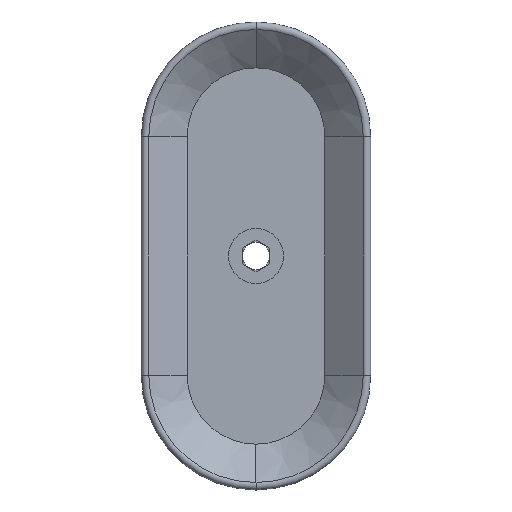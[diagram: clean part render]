
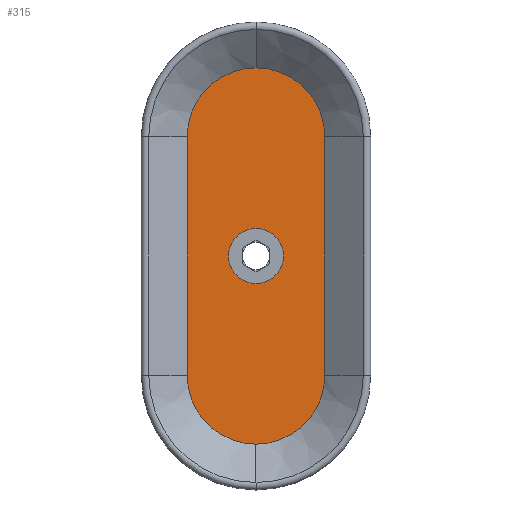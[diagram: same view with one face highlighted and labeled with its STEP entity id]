
A CAD part, front view. The second image highlights one B-rep face of the part: STEP entity #315.
In plain terms, the highlighted planar face has unit normal (0, -1, 0).
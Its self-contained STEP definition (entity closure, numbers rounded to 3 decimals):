
#315=ADVANCED_FACE('',(#715,#716),#717,.T.);
#715=FACE_BOUND('',#1205,.T.);
#716=FACE_OUTER_BOUND('',#1206,.T.);
#717=PLANE('',#1207);
#1205=EDGE_LOOP('',(#3394,#3395));
#1206=EDGE_LOOP('',(#3396,#3397,#3398,#3399,#3400,#3401));
#1207=AXIS2_PLACEMENT_3D('',#3402,#3403,#3404);
#3394=ORIENTED_EDGE('',*,*,#4170,.F.);
#3395=ORIENTED_EDGE('',*,*,#4354,.F.);
#3396=ORIENTED_EDGE('',*,*,#4344,.T.);
#3397=ORIENTED_EDGE('',*,*,#4175,.T.);
#3398=ORIENTED_EDGE('',*,*,#4348,.T.);
#3399=ORIENTED_EDGE('',*,*,#4350,.T.);
#3400=ORIENTED_EDGE('',*,*,#4113,.T.);
#3401=ORIENTED_EDGE('',*,*,#4352,.T.);
#3402=CARTESIAN_POINT('',(0.,5.0,26.0));
#3403=DIRECTION('',(0.0,-1.0,0.0));
#3404=DIRECTION('',(0.0,0.0,-1.0));
#4113=EDGE_CURVE('',#4618,#4622,#4624,.T.);
#4170=EDGE_CURVE('',#4722,#4723,#4724,.T.);
#4175=EDGE_CURVE('',#4731,#4732,#4733,.T.);
#4344=EDGE_CURVE('',#4970,#4731,#4971,.T.);
#4348=EDGE_CURVE('',#4732,#4974,#4976,.T.);
#4350=EDGE_CURVE('',#4974,#4618,#4978,.T.);
#4352=EDGE_CURVE('',#4622,#4970,#4980,.T.);
#4354=EDGE_CURVE('',#4723,#4722,#4982,.T.);
#4618=VERTEX_POINT('',#5339);
#4622=VERTEX_POINT('',#5344);
#4624=CIRCLE('',#5347,15.0);
#4722=VERTEX_POINT('',#5463);
#4723=VERTEX_POINT('',#5464);
#4724=CIRCLE('',#5465,6.0);
#4731=VERTEX_POINT('',#5474);
#4732=VERTEX_POINT('',#5475);
#4733=CIRCLE('',#5476,15.0);
#4970=VERTEX_POINT('',#6014);
#4971=CIRCLE('',#6015,15.0);
#4974=VERTEX_POINT('',#6019);
#4976=LINE('',#6022,#6023);
#4978=CIRCLE('',#6025,15.0);
#4980=LINE('',#6027,#6028);
#4982=CIRCLE('',#6030,6.0);
#5339=CARTESIAN_POINT('',(0.,5.0,-41.0));
#5344=CARTESIAN_POINT('',(15.0,5.0,-26.0));
#5347=AXIS2_PLACEMENT_3D('',#6940,#6941,#6942);
#5463=CARTESIAN_POINT('',(0.0,5.0,6.0));
#5464=CARTESIAN_POINT('',(0.,5.0,-6.0));
#5465=AXIS2_PLACEMENT_3D('',#7039,#7040,#7041);
#5474=CARTESIAN_POINT('',(0.,5.0,41.0));
#5475=CARTESIAN_POINT('',(-15.0,5.0,26.0));
#5476=AXIS2_PLACEMENT_3D('',#7047,#7048,#7049);
#6014=CARTESIAN_POINT('',(15.0,5.0,26.0));
#6015=AXIS2_PLACEMENT_3D('',#7232,#7233,#7234);
#6019=CARTESIAN_POINT('',(-15.0,5.0,-26.0));
#6022=CARTESIAN_POINT('',(-15.0,5.0,26.0));
#6023=VECTOR('',#7237,1000.0);
#6025=AXIS2_PLACEMENT_3D('',#7238,#7239,#7240);
#6027=CARTESIAN_POINT('',(15.0,5.0,-26.0));
#6028=VECTOR('',#7241,1000.0);
#6030=AXIS2_PLACEMENT_3D('',#7242,#7243,#7244);
#6940=CARTESIAN_POINT('',(0.,5.0,-26.0));
#6941=DIRECTION('',(0.0,-1.0,0.0));
#6942=DIRECTION('',(0.0,0.0,-1.0));
#7039=CARTESIAN_POINT('',(0.0,5.0,0.0));
#7040=DIRECTION('',(0.0,-1.0,0.0));
#7041=DIRECTION('',(0.0,0.0,-1.0));
#7047=CARTESIAN_POINT('',(0.,5.0,26.0));
#7048=DIRECTION('',(0.0,-1.0,0.0));
#7049=DIRECTION('',(0.0,0.0,-1.0));
#7232=CARTESIAN_POINT('',(0.,5.0,26.0));
#7233=DIRECTION('',(0.0,-1.0,0.0));
#7234=DIRECTION('',(0.0,0.0,-1.0));
#7237=DIRECTION('',(0.,0.0,-1.0));
#7238=CARTESIAN_POINT('',(0.,5.0,-26.0));
#7239=DIRECTION('',(0.0,-1.0,0.0));
#7240=DIRECTION('',(0.0,0.0,-1.0));
#7241=DIRECTION('',(0.,0.0,1.0));
#7242=CARTESIAN_POINT('',(0.0,5.0,0.0));
#7243=DIRECTION('',(0.0,-1.0,0.0));
#7244=DIRECTION('',(0.0,0.0,-1.0));
